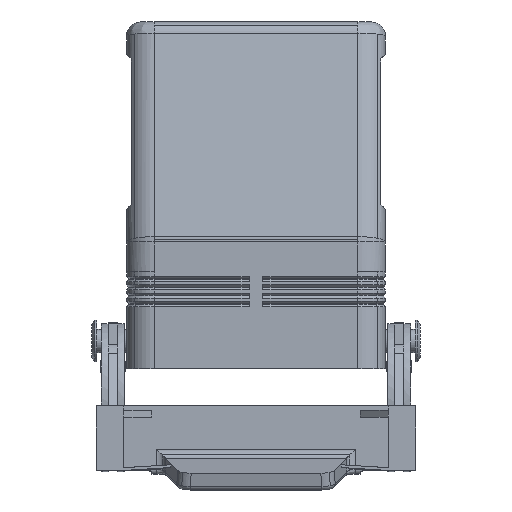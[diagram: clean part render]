
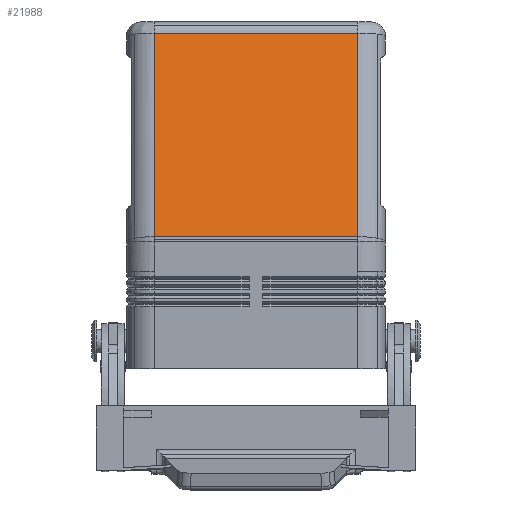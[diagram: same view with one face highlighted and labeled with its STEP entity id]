
A CAD part, left-side view. The second image highlights one B-rep face of the part: STEP entity #21988.
In plain terms, the highlighted planar face has unit normal (-0.982, 0, 0.188).
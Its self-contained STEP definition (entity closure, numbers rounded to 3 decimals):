
#4182=CARTESIAN_POINT('',(-32.466,22.,72.564));
#4183=VERTEX_POINT('',#4182);
#4191=CARTESIAN_POINT('',(-32.466,-22.,72.564));
#4192=VERTEX_POINT('',#4191);
#4193=CARTESIAN_POINT('',(-32.466,22.,72.564));
#4194=DIRECTION('',(0.0,-1.0,0.0));
#4195=VECTOR('',#4194,44.0);
#4196=LINE('',#4193,#4195);
#4197=EDGE_CURVE('',#4183,#4192,#4196,.T.);
#20898=CARTESIAN_POINT('',(-40.893,-22.,28.559));
#20899=VERTEX_POINT('',#20898);
#20933=CARTESIAN_POINT('',(-40.893,22.,28.559));
#20934=VERTEX_POINT('',#20933);
#20935=CARTESIAN_POINT('',(-40.893,-22.,28.559));
#20936=DIRECTION('',(0.0,1.0,0.0));
#20937=VECTOR('',#20936,44.0);
#20938=LINE('',#20935,#20937);
#20939=EDGE_CURVE('',#20899,#20934,#20938,.T.);
#21060=CARTESIAN_POINT('',(-32.466,-22.,72.564));
#21061=DIRECTION('',(-0.188,0.0,-0.982));
#21062=VECTOR('',#21061,44.805);
#21063=LINE('',#21060,#21062);
#21064=EDGE_CURVE('',#4192,#20899,#21063,.T.);
#21454=CARTESIAN_POINT('',(-40.893,22.,28.559));
#21455=DIRECTION('',(0.188,0.0,0.982));
#21456=VECTOR('',#21455,44.805);
#21457=LINE('',#21454,#21456);
#21458=EDGE_CURVE('',#20934,#4183,#21457,.T.);
#21977=CARTESIAN_POINT('',(-32.0,0.0,75.0));
#21978=DIRECTION('',(-0.982,0.0,0.188));
#21979=DIRECTION('',(0.188,0.0,0.982));
#21980=AXIS2_PLACEMENT_3D('',#21977,#21978,#21979);
#21981=PLANE('',#21980);
#21982=ORIENTED_EDGE('',*,*,#20939,.F.);
#21983=ORIENTED_EDGE('',*,*,#21064,.F.);
#21984=ORIENTED_EDGE('',*,*,#4197,.F.);
#21985=ORIENTED_EDGE('',*,*,#21458,.F.);
#21986=EDGE_LOOP('',(#21982,#21983,#21984,#21985));
#21987=FACE_OUTER_BOUND('',#21986,.T.);
#21988=ADVANCED_FACE('',(#21987),#21981,.T.);
